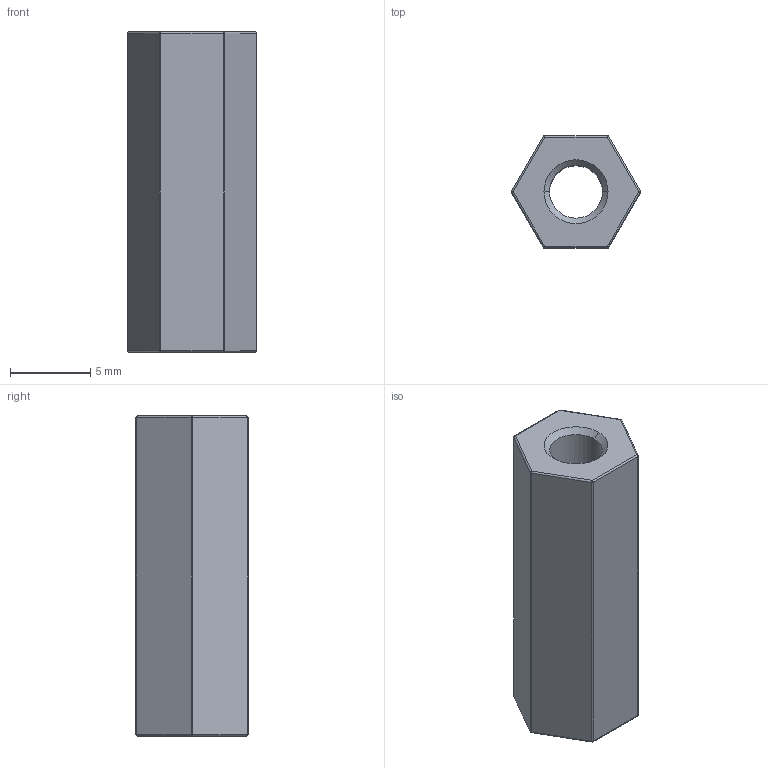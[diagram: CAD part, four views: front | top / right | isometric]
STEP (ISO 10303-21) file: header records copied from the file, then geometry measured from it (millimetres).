
FILE_DESCRIPTION (( 'STEP AP214' ), '1' );
FILE_NAME ('HTSB-M4-20-7-1.STEP', '2018-01-15T12:10:06', ( 'User' ), ( '' ), 'SwSTEP 2.0', 'SolidWorks 2017', '' );
FILE_SCHEMA (( 'AUTOMOTIVE_DESIGN' ));
Length unit declared in the file: millimetre
Products named in the file (1): HTSB-M4-20-7-1
Bounding box: 8.05 x 7 x 20 mm (x, y, z)
Volume: 676.1 mm3; surface area: 752.8 mm2
Topology: 1 solids, 1 shells, 47 faces, 101 edges, 48 vertices
Faces by surface type: cylinder 21, sphere 14, plane 8, cone 4
Entity records: 1241 total; most frequent: DIRECTION 239, CARTESIAN_POINT 189, ORIENTED_EDGE 186, AXIS2_PLACEMENT_3D 98, EDGE_CURVE 93, CIRCLE 50, EDGE_LOOP 49, VERTEX_POINT 48
